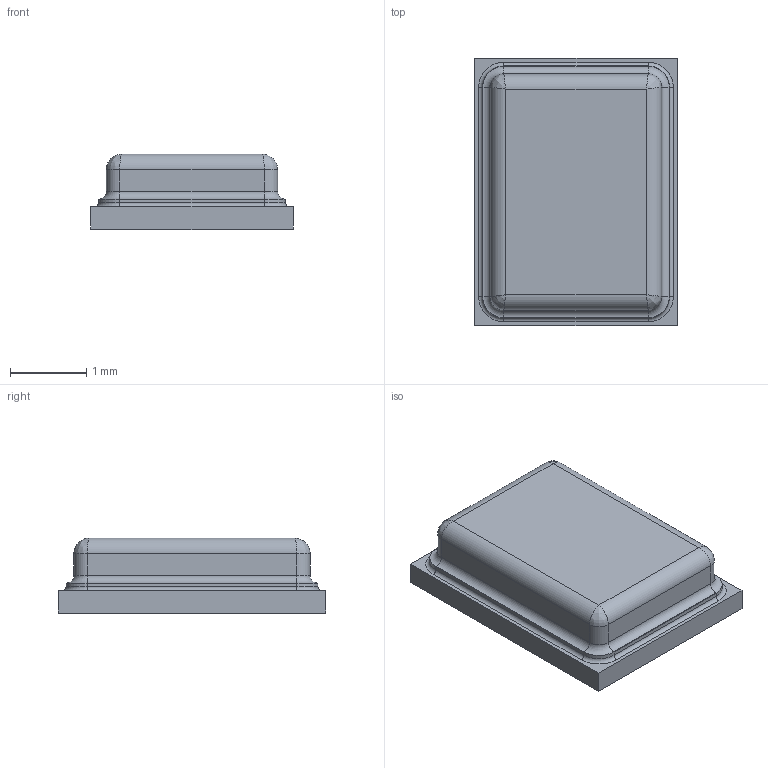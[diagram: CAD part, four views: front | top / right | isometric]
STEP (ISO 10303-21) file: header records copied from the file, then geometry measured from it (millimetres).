
FILE_DESCRIPTION (( 'STEP AP214' ), '1' );
FILE_NAME ('MIC-SMD_GMA3526H10-B26.step', '2022-07-04T12:04:07', ( '' ), ( '' ), 'SwSTEP 2.0', 'SolidWorks 2020', '' );
FILE_SCHEMA (( 'AUTOMOTIVE_DESIGN' ));
Length unit declared in the file: millimetre
Products named in the file (1): MIC-SMD_GMA3526H10-B26
Bounding box: 2.65 x 3.5 x 0.99 mm (x, y, z)
Volume: 7.5 mm3; surface area: 28.5 mm2
Topology: 1 solids, 1 shells, 307 faces, 801 edges, 522 vertices
Faces by surface type: plane 167, bspline 102, cylinder 30, torus 8
Entity records: 13306 total; most frequent: CARTESIAN_POINT 3049, ORIENTED_EDGE 1594, DIRECTION 1061, EDGE_CURVE 797, LINE 529, VECTOR 529, VERTEX_POINT 522, EDGE_LOOP 337
